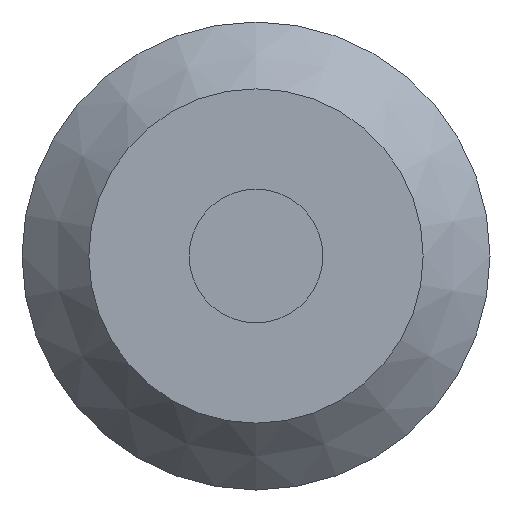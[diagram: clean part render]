
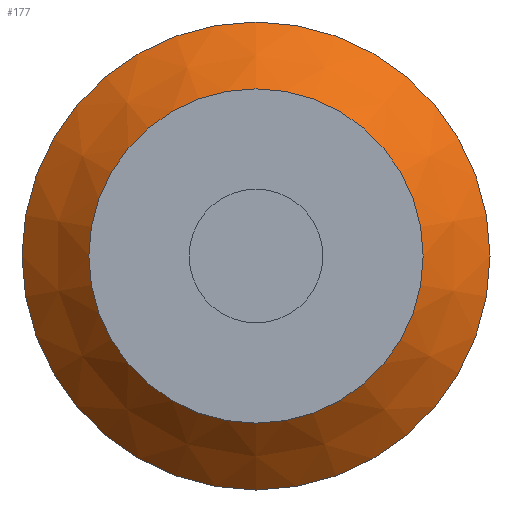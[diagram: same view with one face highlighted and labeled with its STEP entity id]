
A CAD part, left-side view. The second image highlights one B-rep face of the part: STEP entity #177.
In plain terms, the highlighted conical face has half-angle 45 degrees and reference radius 10.207 mm.
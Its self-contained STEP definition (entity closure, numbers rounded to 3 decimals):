
#53=CONICAL_SURFACE('',#692,10.207,45.);
#151=FACE_BOUND('',#265,.T.);
#152=FACE_BOUND('',#266,.T.);
#177=ADVANCED_FACE('',(#151,#152),#53,.T.);
#265=EDGE_LOOP('',(#379));
#266=EDGE_LOOP('',(#380));
#379=ORIENTED_EDGE('',*,*,#508,.F.);
#380=ORIENTED_EDGE('',*,*,#580,.T.);
#449=VERTEX_POINT('',#886);
#505=VERTEX_POINT('',#1262);
#508=EDGE_CURVE('',#449,#449,#591,.T.);
#580=EDGE_CURVE('',#505,#505,#623,.T.);
#591=CIRCLE('',#638,7.5);
#623=CIRCLE('',#690,10.5);
#638=AXIS2_PLACEMENT_3D('',#885,#716,#717);
#690=AXIS2_PLACEMENT_3D('',#1261,#836,#837);
#692=AXIS2_PLACEMENT_3D('',#1264,#840,#841);
#716=DIRECTION('',(-1.,0.,0.));
#717=DIRECTION('',(0.,0.,-1.));
#836=DIRECTION('',(-1.,0.,0.));
#837=DIRECTION('',(0.,0.,-1.));
#840=DIRECTION('',(1.,0.,0.));
#841=DIRECTION('',(0.,0.,-1.));
#885=CARTESIAN_POINT('',(0.,0.,0.));
#886=CARTESIAN_POINT('',(0.,0.,-7.5));
#1261=CARTESIAN_POINT('',(3.,0.,0.));
#1262=CARTESIAN_POINT('',(3.,0.,-10.5));
#1264=CARTESIAN_POINT('',(2.707,0.,0.));
